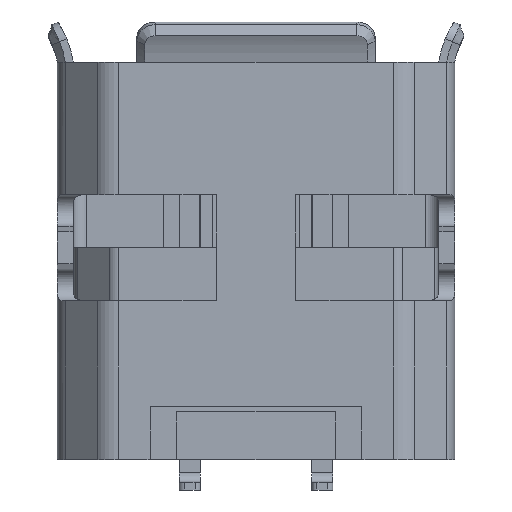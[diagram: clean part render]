
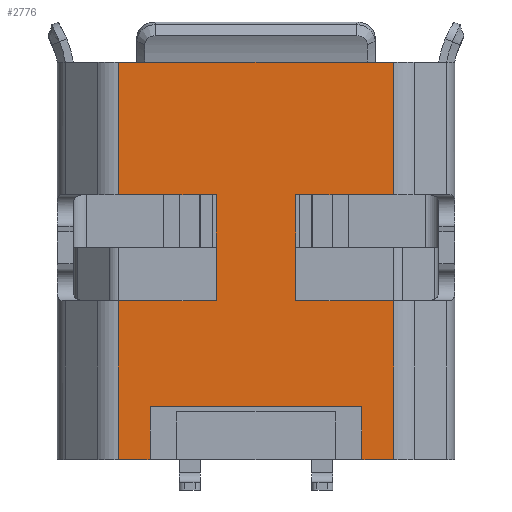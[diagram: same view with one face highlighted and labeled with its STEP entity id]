
A CAD part, front view. The second image highlights one B-rep face of the part: STEP entity #2776.
In plain terms, the highlighted planar face has unit normal (0, -1, 0).
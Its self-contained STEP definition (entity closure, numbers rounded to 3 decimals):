
#1286=CARTESIAN_POINT('',(2.1,0.,7.5));
#1287=VERTEX_POINT('',#1286);
#1297=CARTESIAN_POINT('',(2.596,0.,7.5));
#1298=VERTEX_POINT('',#1297);
#1299=CARTESIAN_POINT('',(2.596,0.,7.5));
#1300=DIRECTION('',(-1.0,0.0,0.0));
#1301=VECTOR('',#1300,0.496);
#1302=LINE('',#1299,#1301);
#1303=EDGE_CURVE('',#1298,#1287,#1302,.T.);
#1468=CARTESIAN_POINT('',(-2.596,0.,7.5));
#1469=VERTEX_POINT('',#1468);
#1477=CARTESIAN_POINT('',(-2.1,0.,7.5));
#1478=VERTEX_POINT('',#1477);
#1479=CARTESIAN_POINT('',(-2.1,0.,7.5));
#1480=DIRECTION('',(-1.0,0.0,0.0));
#1481=VECTOR('',#1480,0.496);
#1482=LINE('',#1479,#1481);
#1483=EDGE_CURVE('',#1478,#1469,#1482,.T.);
#1926=CARTESIAN_POINT('',(2.1,0.,7.5));
#1927=DIRECTION('',(-1.0,0.0,0.0));
#1928=VECTOR('',#1927,4.2);
#1929=LINE('',#1926,#1928);
#1930=EDGE_CURVE('',#1287,#1478,#1929,.T.);
#2139=CARTESIAN_POINT('',(2.596,0.,5.0));
#2140=VERTEX_POINT('',#2139);
#2150=CARTESIAN_POINT('',(2.596,0.,5.0));
#2151=DIRECTION('',(0.0,0.0,1.0));
#2152=VECTOR('',#2151,2.5);
#2153=LINE('',#2150,#2152);
#2154=EDGE_CURVE('',#2140,#1298,#2153,.T.);
#2164=CARTESIAN_POINT('',(2.596,0.,3.));
#2165=VERTEX_POINT('',#2164);
#2173=CARTESIAN_POINT('',(2.596,0.,0.0));
#2174=VERTEX_POINT('',#2173);
#2175=CARTESIAN_POINT('',(2.596,0.,0.0));
#2176=DIRECTION('',(0.0,0.0,1.0));
#2177=VECTOR('',#2176,3.);
#2178=LINE('',#2175,#2177);
#2179=EDGE_CURVE('',#2174,#2165,#2178,.T.);
#2337=CARTESIAN_POINT('',(0.75,0.,5.0));
#2338=VERTEX_POINT('',#2337);
#2339=CARTESIAN_POINT('',(0.75,0.,5.0));
#2340=DIRECTION('',(1.0,0.0,0.0));
#2341=VECTOR('',#2340,1.846);
#2342=LINE('',#2339,#2341);
#2343=EDGE_CURVE('',#2338,#2140,#2342,.T.);
#2444=CARTESIAN_POINT('',(0.75,0.,3.));
#2445=VERTEX_POINT('',#2444);
#2452=CARTESIAN_POINT('',(2.596,0.,3.));
#2453=DIRECTION('',(-1.0,0.0,0.0));
#2454=VECTOR('',#2453,1.846);
#2455=LINE('',#2452,#2454);
#2456=EDGE_CURVE('',#2165,#2445,#2455,.T.);
#2479=CARTESIAN_POINT('',(0.75,0.,3.));
#2480=DIRECTION('',(0.0,0.0,1.0));
#2481=VECTOR('',#2480,2.);
#2482=LINE('',#2479,#2481);
#2483=EDGE_CURVE('',#2445,#2338,#2482,.T.);
#2632=CARTESIAN_POINT('',(-2.596,0.,5.0));
#2633=VERTEX_POINT('',#2632);
#2641=CARTESIAN_POINT('',(-2.596,0.,5.0));
#2642=DIRECTION('',(0.0,0.0,1.0));
#2643=VECTOR('',#2642,2.5);
#2644=LINE('',#2641,#2643);
#2645=EDGE_CURVE('',#2633,#1469,#2644,.T.);
#2662=CARTESIAN_POINT('',(-2.596,0.,3.));
#2663=VERTEX_POINT('',#2662);
#2681=CARTESIAN_POINT('',(-2.596,0.,0.0));
#2682=VERTEX_POINT('',#2681);
#2690=CARTESIAN_POINT('',(-2.596,0.,0.0));
#2691=DIRECTION('',(0.0,0.0,1.0));
#2692=VECTOR('',#2691,3.);
#2693=LINE('',#2690,#2692);
#2694=EDGE_CURVE('',#2682,#2663,#2693,.T.);
#2699=CARTESIAN_POINT('',(2.596,0.,0.0));
#2700=DIRECTION('',(0.0,-1.0,0.0));
#2701=DIRECTION('',(0.0,0.0,-1.0));
#2702=AXIS2_PLACEMENT_3D('',#2699,#2700,#2701);
#2703=PLANE('',#2702);
#2704=CARTESIAN_POINT('',(2.0,0.,1.));
#2705=VERTEX_POINT('',#2704);
#2706=CARTESIAN_POINT('',(2.0,0.,0.0));
#2707=VERTEX_POINT('',#2706);
#2708=CARTESIAN_POINT('',(2.0,0.,1.));
#2709=DIRECTION('',(0.0,0.0,-1.0));
#2710=VECTOR('',#2709,1.);
#2711=LINE('',#2708,#2710);
#2712=EDGE_CURVE('',#2705,#2707,#2711,.T.);
#2713=ORIENTED_EDGE('',*,*,#2712,.T.);
#2714=CARTESIAN_POINT('',(2.,0.,0.0));
#2715=DIRECTION('',(1.0,0.0,0.0));
#2716=VECTOR('',#2715,0.596);
#2717=LINE('',#2714,#2716);
#2718=EDGE_CURVE('',#2707,#2174,#2717,.T.);
#2719=ORIENTED_EDGE('',*,*,#2718,.T.);
#2720=ORIENTED_EDGE('',*,*,#2179,.T.);
#2721=ORIENTED_EDGE('',*,*,#2456,.T.);
#2722=ORIENTED_EDGE('',*,*,#2483,.T.);
#2723=ORIENTED_EDGE('',*,*,#2343,.T.);
#2724=ORIENTED_EDGE('',*,*,#2154,.T.);
#2725=ORIENTED_EDGE('',*,*,#1303,.T.);
#2726=ORIENTED_EDGE('',*,*,#1930,.T.);
#2727=ORIENTED_EDGE('',*,*,#1483,.T.);
#2728=ORIENTED_EDGE('',*,*,#2645,.F.);
#2729=CARTESIAN_POINT('',(-0.75,0.,5.0));
#2730=VERTEX_POINT('',#2729);
#2731=CARTESIAN_POINT('',(-2.596,0.,5.0));
#2732=DIRECTION('',(1.0,0.0,0.0));
#2733=VECTOR('',#2732,1.846);
#2734=LINE('',#2731,#2733);
#2735=EDGE_CURVE('',#2633,#2730,#2734,.T.);
#2736=ORIENTED_EDGE('',*,*,#2735,.T.);
#2737=CARTESIAN_POINT('',(-0.75,0.,3.));
#2738=VERTEX_POINT('',#2737);
#2739=CARTESIAN_POINT('',(-0.75,0.,5.0));
#2740=DIRECTION('',(0.0,0.0,-1.0));
#2741=VECTOR('',#2740,2.);
#2742=LINE('',#2739,#2741);
#2743=EDGE_CURVE('',#2730,#2738,#2742,.T.);
#2744=ORIENTED_EDGE('',*,*,#2743,.T.);
#2745=CARTESIAN_POINT('',(-0.75,0.,3.));
#2746=DIRECTION('',(-1.0,0.0,0.0));
#2747=VECTOR('',#2746,1.846);
#2748=LINE('',#2745,#2747);
#2749=EDGE_CURVE('',#2738,#2663,#2748,.T.);
#2750=ORIENTED_EDGE('',*,*,#2749,.T.);
#2751=ORIENTED_EDGE('',*,*,#2694,.F.);
#2752=CARTESIAN_POINT('',(-2.0,0.,0.));
#2753=VERTEX_POINT('',#2752);
#2754=CARTESIAN_POINT('',(-2.596,0.,0.0));
#2755=DIRECTION('',(1.0,0.0,0.0));
#2756=VECTOR('',#2755,0.596);
#2757=LINE('',#2754,#2756);
#2758=EDGE_CURVE('',#2682,#2753,#2757,.T.);
#2759=ORIENTED_EDGE('',*,*,#2758,.T.);
#2760=CARTESIAN_POINT('',(-2.0,0.,1.));
#2761=VERTEX_POINT('',#2760);
#2762=CARTESIAN_POINT('',(-2.0,0.,0.));
#2763=DIRECTION('',(0.0,0.0,1.0));
#2764=VECTOR('',#2763,1.0);
#2765=LINE('',#2762,#2764);
#2766=EDGE_CURVE('',#2753,#2761,#2765,.T.);
#2767=ORIENTED_EDGE('',*,*,#2766,.T.);
#2768=CARTESIAN_POINT('',(-2.0,0.,1.));
#2769=DIRECTION('',(1.0,0.0,0.0));
#2770=VECTOR('',#2769,4.0);
#2771=LINE('',#2768,#2770);
#2772=EDGE_CURVE('',#2761,#2705,#2771,.T.);
#2773=ORIENTED_EDGE('',*,*,#2772,.T.);
#2774=EDGE_LOOP('',(#2713,#2719,#2720,#2721,#2722,#2723,#2724,#2725,#2726,#2727,#2728,#2736,#2744,#2750,#2751,#2759,#2767,#2773));
#2775=FACE_OUTER_BOUND('',#2774,.T.);
#2776=ADVANCED_FACE('',(#2775),#2703,.T.);
